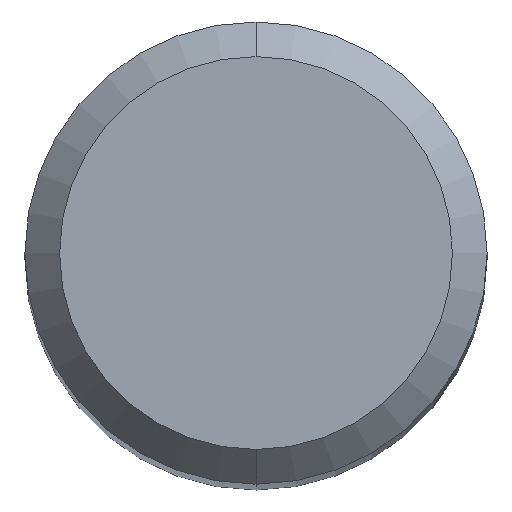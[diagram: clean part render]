
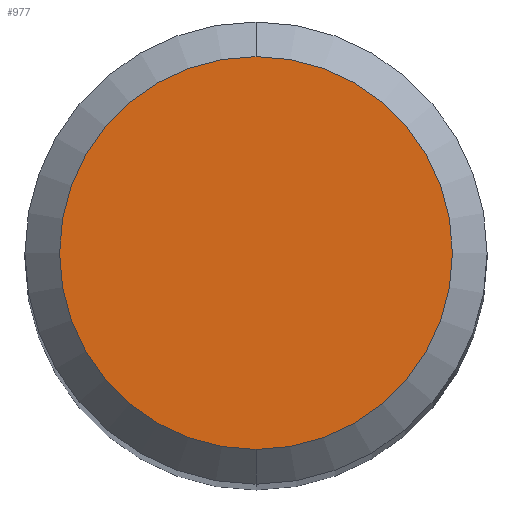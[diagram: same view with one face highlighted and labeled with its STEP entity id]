
A CAD part, top view. The second image highlights one B-rep face of the part: STEP entity #977.
In plain terms, the highlighted planar face has unit normal (0, 0, 1).
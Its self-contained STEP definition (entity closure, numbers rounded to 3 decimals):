
#413=EDGE_CURVE('',#827,#727,#1079,.T.);
#727=VERTEX_POINT('',#1421);
#827=VERTEX_POINT('',#1535);
#835=EDGE_CURVE('',#727,#827,#1543,.T.);
#977=ADVANCED_FACE('',(#1697),#1698,.T.);
#1079=CIRCLE('',#1954,1.7);
#1421=CARTESIAN_POINT('',(0.,-1.7,0.0));
#1535=CARTESIAN_POINT('',(0.0,1.7,0.0));
#1543=CIRCLE('',#4121,1.7);
#1697=FACE_OUTER_BOUND('',#4573,.T.);
#1698=PLANE('',#4574);
#1954=AXIS2_PLACEMENT_3D('',#4683,#4684,#4685);
#4121=AXIS2_PLACEMENT_3D('',#5176,#5177,#5178);
#4573=EDGE_LOOP('',(#5378,#5379));
#4574=AXIS2_PLACEMENT_3D('',#5380,#5381,#5382);
#4683=CARTESIAN_POINT('',(0.0,0.0,0.0));
#4684=DIRECTION('',(0.0,0.0,-1.0));
#4685=DIRECTION('',(0.0,1.0,0.0));
#5176=CARTESIAN_POINT('',(0.0,0.0,0.0));
#5177=DIRECTION('',(0.0,0.0,-1.0));
#5178=DIRECTION('',(0.0,1.0,0.0));
#5378=ORIENTED_EDGE('',*,*,#413,.F.);
#5379=ORIENTED_EDGE('',*,*,#835,.F.);
#5380=CARTESIAN_POINT('',(0.0,0.85,0.0));
#5381=DIRECTION('',(-0.0,0.0,1.0));
#5382=DIRECTION('',(0.0,-1.0,0.0));
